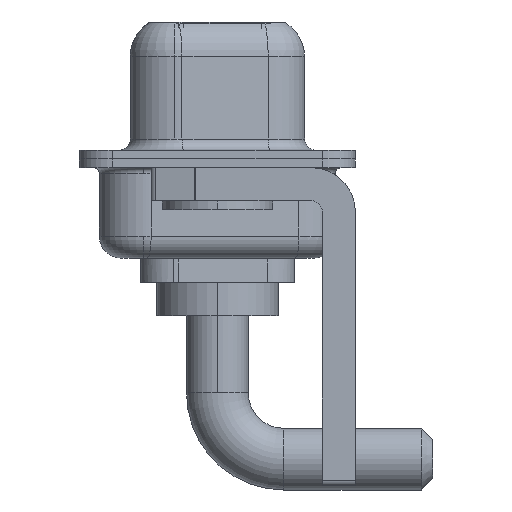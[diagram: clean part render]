
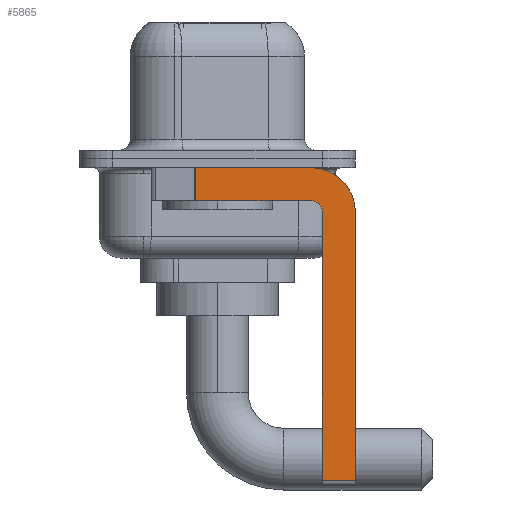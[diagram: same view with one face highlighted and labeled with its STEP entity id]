
A CAD part, left-side view. The second image highlights one B-rep face of the part: STEP entity #5865.
In plain terms, the highlighted planar face has unit normal (-1, 0, 0).
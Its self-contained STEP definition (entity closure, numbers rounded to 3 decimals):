
#124 = VERTEX_POINT ( 'NONE', #1325 ) ;
#250 = EDGE_CURVE ( 'NONE', #3236, #2287, #9989, .T. ) ;
#389 = CARTESIAN_POINT ( 'NONE',  ( -2.9, -4.25, -14.55 ) ) ;
#479 = AXIS2_PLACEMENT_3D ( 'NONE', #12512, #4911, #3991 ) ;
#667 = CARTESIAN_POINT ( 'NONE',  ( -2.9, 3., -0.4 ) ) ;
#680 = ORIENTED_EDGE ( 'NONE', *, *, #6306, .F. ) ;
#791 = CARTESIAN_POINT ( 'NONE',  ( -2.9, -4.25, -1.9 ) ) ;
#926 = EDGE_CURVE ( 'NONE', #9778, #124, #13806, .T. ) ;
#999 = CARTESIAN_POINT ( 'NONE',  ( -2.9, -4.25, -0.4 ) ) ;
#1006 = ORIENTED_EDGE ( 'NONE', *, *, #11610, .F. ) ;
#1028 = CARTESIAN_POINT ( 'NONE',  ( -2.9, -4.25, -1.9 ) ) ;
#1325 = CARTESIAN_POINT ( 'NONE',  ( -2.9, 0.978, -1.9 ) ) ;
#1516 = ORIENTED_EDGE ( 'NONE', *, *, #250, .T. ) ;
#1989 = ORIENTED_EDGE ( 'NONE', *, *, #6552, .F. ) ;
#2287 = VERTEX_POINT ( 'NONE', #13848 ) ;
#2412 = ORIENTED_EDGE ( 'NONE', *, *, #3093, .T. ) ;
#2992 = VERTEX_POINT ( 'NONE', #10601 ) ;
#3004 = VECTOR ( 'NONE', #8384, 1000. ) ;
#3093 = EDGE_CURVE ( 'NONE', #5861, #124, #13869, .T. ) ;
#3201 = PLANE ( 'NONE',  #5028 ) ;
#3205 = VERTEX_POINT ( 'NONE', #999 ) ;
#3236 = VERTEX_POINT ( 'NONE', #3347 ) ;
#3335 = CARTESIAN_POINT ( 'NONE',  ( -2.9, 0.978, -0.4 ) ) ;
#3347 = CARTESIAN_POINT ( 'NONE',  ( -2.9, -4.75, -14.55 ) ) ;
#3538 = LINE ( 'NONE', #7748, #8161 ) ;
#3668 = DIRECTION ( 'NONE',  ( 0., -1., 0. ) ) ;
#3779 = EDGE_CURVE ( 'NONE', #2992, #2287, #3538, .T. ) ;
#3900 = LINE ( 'NONE', #12488, #3004 ) ;
#3991 = DIRECTION ( 'NONE',  ( 0., 0., -1. ) ) ;
#4590 = DIRECTION ( 'NONE',  ( 0., -1., 0. ) ) ;
#4793 = ORIENTED_EDGE ( 'NONE', *, *, #3779, .F. ) ;
#4911 = DIRECTION ( 'NONE',  ( 1., 0., 0. ) ) ;
#4984 = DIRECTION ( 'NONE',  ( 0., 1., 0. ) ) ;
#5028 = AXIS2_PLACEMENT_3D ( 'NONE', #9716, #5322, #9868 ) ;
#5048 = VECTOR ( 'NONE', #4590, 1000. ) ;
#5322 = DIRECTION ( 'NONE',  ( 1., 0., 0. ) ) ;
#5776 = EDGE_CURVE ( 'NONE', #3236, #10313, #3900, .T. ) ;
#5861 = VERTEX_POINT ( 'NONE', #3335 ) ;
#5865 = ADVANCED_FACE ( 'NONE', ( #13061 ), #3201, .F. ) ;
#5868 = LINE ( 'NONE', #667, #9342 ) ;
#6174 = AXIS2_PLACEMENT_3D ( 'NONE', #10831, #13442, #8051 ) ;
#6306 = EDGE_CURVE ( 'NONE', #5861, #3205, #5868, .T. ) ;
#6322 = EDGE_LOOP ( 'NONE', ( #680, #2412, #9105, #1989, #8896, #1516, #4793, #1006 ) ) ;
#6552 = EDGE_CURVE ( 'NONE', #10313, #9778, #10705, .T. ) ;
#6736 = DIRECTION ( 'NONE',  ( 0., 0., -1. ) ) ;
#7593 = CARTESIAN_POINT ( 'NONE',  ( -2.9, -4.75, -2.4 ) ) ;
#7748 = CARTESIAN_POINT ( 'NONE',  ( -2.9, -6.25, -2.4 ) ) ;
#7766 = CIRCLE ( 'NONE', #479, 2. ) ;
#8051 = DIRECTION ( 'NONE',  ( 0., 0., 1. ) ) ;
#8161 = VECTOR ( 'NONE', #6736, 1000. ) ;
#8384 = DIRECTION ( 'NONE',  ( 0., 0., 1. ) ) ;
#8896 = ORIENTED_EDGE ( 'NONE', *, *, #5776, .F. ) ;
#9105 = ORIENTED_EDGE ( 'NONE', *, *, #926, .F. ) ;
#9342 = VECTOR ( 'NONE', #3668, 1000. ) ;
#9716 = CARTESIAN_POINT ( 'NONE',  ( -2.9, -4.25, -2.4 ) ) ;
#9778 = VERTEX_POINT ( 'NONE', #1028 ) ;
#9868 = DIRECTION ( 'NONE',  ( 0., 0., -1. ) ) ;
#9989 = LINE ( 'NONE', #389, #5048 ) ;
#10313 = VERTEX_POINT ( 'NONE', #7593 ) ;
#10601 = CARTESIAN_POINT ( 'NONE',  ( -2.9, -6.25, -2.4 ) ) ;
#10705 = CIRCLE ( 'NONE', #6174, 0.5 ) ;
#10831 = CARTESIAN_POINT ( 'NONE',  ( -2.9, -4.25, -2.4 ) ) ;
#10948 = CARTESIAN_POINT ( 'NONE',  ( -2.9, 0.978, -1.9 ) ) ;
#11303 = VECTOR ( 'NONE', #14003, 1000. ) ;
#11610 = EDGE_CURVE ( 'NONE', #3205, #2992, #7766, .T. ) ;
#12488 = CARTESIAN_POINT ( 'NONE',  ( -2.9, -4.75, -14.8 ) ) ;
#12512 = CARTESIAN_POINT ( 'NONE',  ( -2.9, -4.25, -2.4 ) ) ;
#13061 = FACE_OUTER_BOUND ( 'NONE', #6322, .T. ) ;
#13442 = DIRECTION ( 'NONE',  ( -1., 0., 0. ) ) ;
#13806 = LINE ( 'NONE', #791, #13982 ) ;
#13848 = CARTESIAN_POINT ( 'NONE',  ( -2.9, -6.25, -14.55 ) ) ;
#13869 = LINE ( 'NONE', #10948, #11303 ) ;
#13982 = VECTOR ( 'NONE', #4984, 1000. ) ;
#14003 = DIRECTION ( 'NONE',  ( 0., 0., -1. ) ) ;
